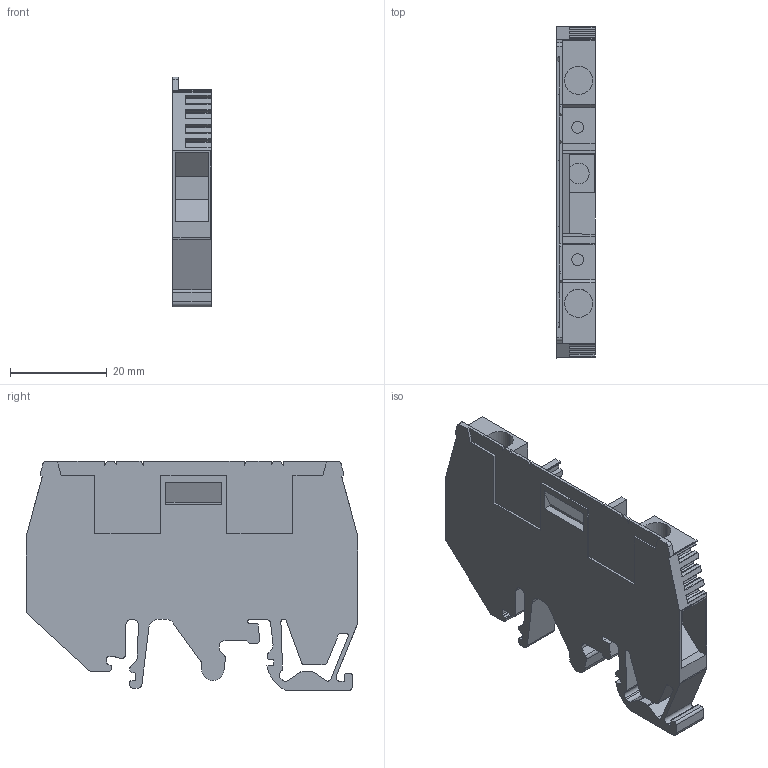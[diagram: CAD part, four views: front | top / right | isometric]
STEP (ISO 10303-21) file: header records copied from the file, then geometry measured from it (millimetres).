
FILE_DESCRIPTION(('CATIA V5 STEP Exchange','CAx-IF Rec.Pracs.--- Model Styling and Organization---1.4--- 2014-01-23'),'2;1');
FILE_NAME ('D1446785_0', '2020-03-02T13:17:01+00:00', ('none'), ('Weidmueller'), 'CATIA Version 5-6 Release 2016 SP3 HF44', 'CATIA V5 STEP AP214', 'none');
FILE_SCHEMA(('AUTOMOTIVE_DESIGN { 1 0 10303 214 1 1 1 1 }'));
Length unit declared in the file: millimetre
Products named in the file (1): 1019670000_WTL_6-1_EN_BL
Bounding box: 7.9 x 68.5 x 47.4 mm (x, y, z)
Volume: 14577 mm3; surface area: 10040.3 mm2
Topology: 2 solids, 2 shells, 363 faces, 1112 edges, 763 vertices
Faces by surface type: plane 272, cylinder 77, extrusion 12, cone 2
Entity records: 12137 total; most frequent: CARTESIAN_POINT 2564, ORIENTED_EDGE 2224, DIRECTION 1593, EDGE_CURVE 1112, VECTOR 844, LINE 832, VERTEX_POINT 763, AXIS2_PLACEMENT_3D 453
